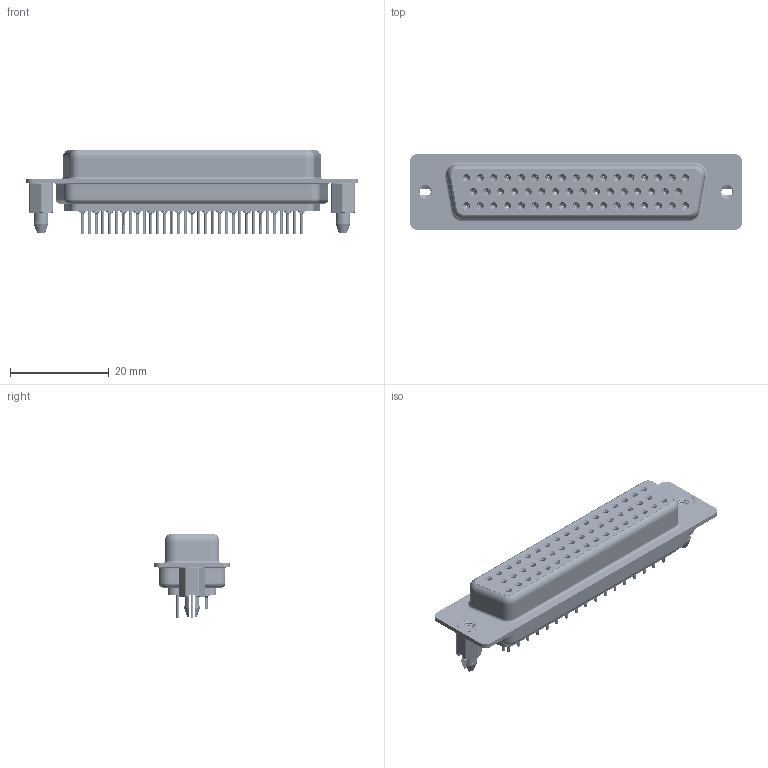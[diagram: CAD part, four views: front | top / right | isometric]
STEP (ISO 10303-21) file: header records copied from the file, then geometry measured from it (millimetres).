
FILE_DESCRIPTION (( 'STEP AP203' ), '1' );
FILE_NAME ('MHDD-50FNS-E1.STEP', '2025-11-12T18:34:16', ( '' ), ( '' ), 'SwSTEP 2.0', 'SolidWorks 2023', '' );
FILE_SCHEMA (( 'CONFIG_CONTROL_DESIGN' ));
Length unit declared in the file: millimetre
Products named in the file (8): MHDD Contact Row 3_20L; MHDD-50FNS-E1; MHDD 4-40 Threaded Boardlock_LP; MHDD Shell Rear_50 Contacts; MHDD Contact Row 1_20L; MHDD Shell Front_50 Contacts; MHDD Contact Row 2_20L; MHDD Housing_50 LP
Assembly tree (55 placements, depth 2):
  MHDD-50FNS-E1
    MHDD Housing_50 LP
    MHDD Shell Front_50 Contacts
    MHDD Shell Rear_50 Contacts
    MHDD Contact Row 1_20L  x17
    MHDD Contact Row 2_20L  x16
    MHDD Contact Row 3_20L  x17
    MHDD 4-40 Threaded Boardlock_LP  x2
Bounding box: 67.1 x 15.3 x 17.04 mm (x, y, z)
Volume: 6775.9 mm3; surface area: 15352.6 mm2
Topology: 55 solids, 55 shells, 6703 faces, 17117 edges, 10633 vertices
Faces by surface type: cylinder 1819, plane 1649, torus 1363, bspline 1006, cone 866
Entity records: 43380 total; most frequent: CARTESIAN_POINT 11355, DIRECTION 6628, ORIENTED_EDGE 5986, EDGE_CURVE 2993, AXIS2_PLACEMENT_3D 2787, VERTEX_POINT 1896, EDGE_LOOP 1541, CIRCLE 1523
